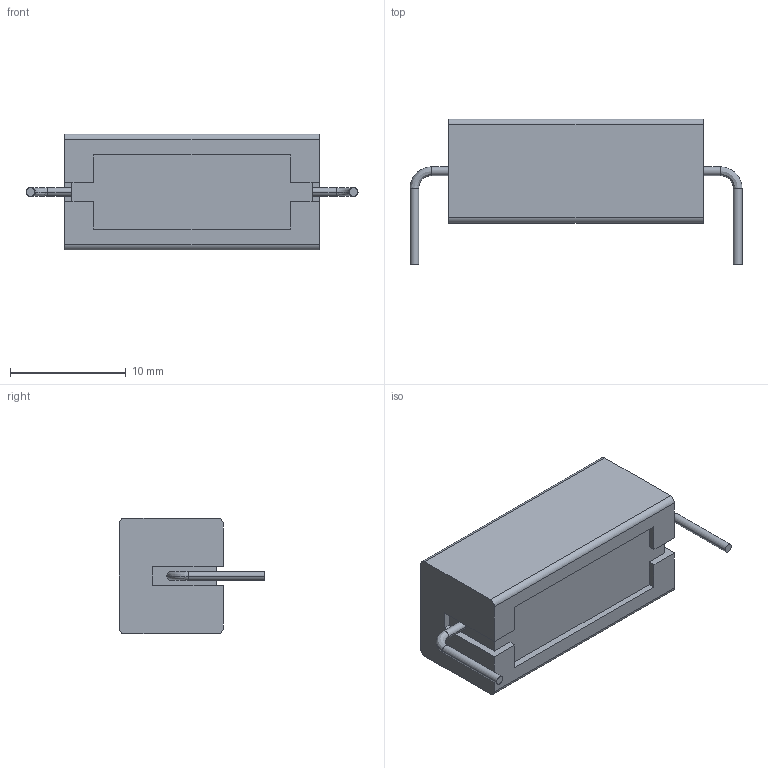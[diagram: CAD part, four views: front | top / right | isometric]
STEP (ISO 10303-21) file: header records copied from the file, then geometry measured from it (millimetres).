
FILE_DESCRIPTION (( 'STEP AP214' ), '1' );
FILE_NAME ('8C5014DB-94AF-45C6-958B-0D79B258C8F0.STEP', '2023-08-26T07:06:24', ( '' ), ( '' ), 'SwSTEP 2.0', 'SolidWorks 2022', '' );
FILE_SCHEMA (( 'AUTOMOTIVE_DESIGN' ));
Length unit declared in the file: millimetre
Products named in the file (1): 8C5014DB-94AF-45C6-958B-0D79B258C8F0
Bounding box: 28.69 x 12.6 x 10 mm (x, y, z)
Volume: 1904.2 mm3; surface area: 1092.7 mm2
Topology: 1 solids, 1 shells, 136 faces, 367 edges, 242 vertices
Faces by surface type: plane 85, bspline 39, cylinder 12
Entity records: 5979 total; most frequent: CARTESIAN_POINT 1261, ORIENTED_EDGE 734, DIRECTION 521, EDGE_CURVE 367, VECTOR 269, LINE 269, VERTEX_POINT 242, EDGE_LOOP 145
